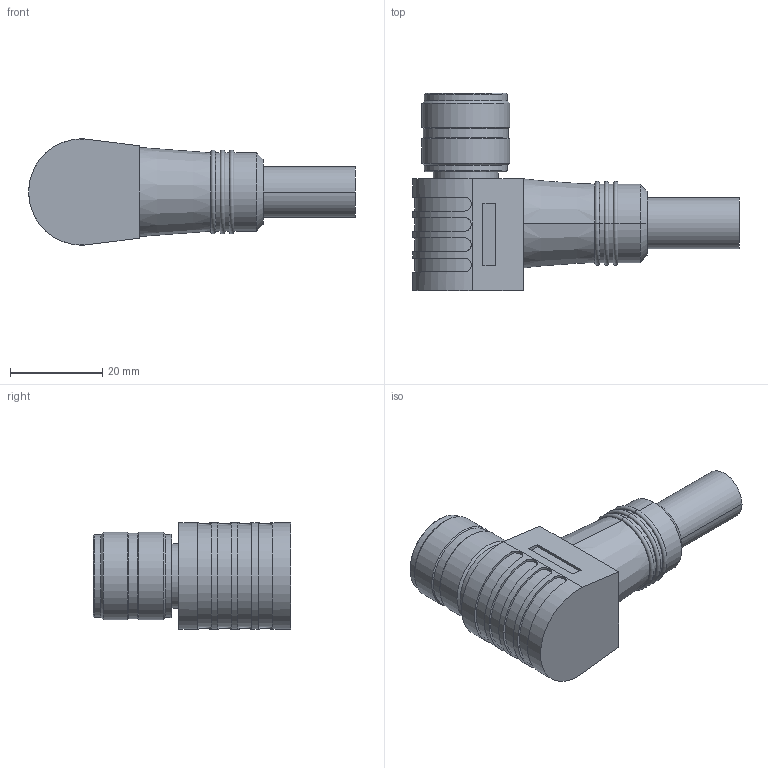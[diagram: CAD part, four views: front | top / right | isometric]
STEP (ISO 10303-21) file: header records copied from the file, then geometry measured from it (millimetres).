
FILE_DESCRIPTION (( 'STEP AP203' ), '1' );
FILE_NAME ('DNLK14-¡ÁP00.STEP', '2022-05-30T07:10:55', ( 'AutoBVT' ), ( 'Microsoft' ), 'SwSTEP 2.0', 'SolidWorks 2017', '' );
FILE_SCHEMA (( 'CONFIG_CONTROL_DESIGN' ));
Length unit declared in the file: millimetre
Products named in the file (1): DNLK14-℅P00
Bounding box: 70.8 x 42.7 x 23 mm (x, y, z)
Volume: 23671.3 mm3; surface area: 8077.4 mm2
Topology: 1 solids, 1 shells, 155 faces, 331 edges, 226 vertices
Faces by surface type: plane 72, cylinder 62, cone 12, torus 7, bspline 2
Full cylindrical faces by diameter (mm): 1.1 x14, 1.6 x14, 2.2 x1, 11.5 x1, 14 x2, 14.4 x1, 17 x1, 18 x2, 18.5 x1, 19 x2
Entity records: 5117 total; most frequent: CARTESIAN_POINT 1972, DIRECTION 678, ORIENTED_EDGE 506, AXIS2_PLACEMENT_3D 300, EDGE_CURVE 253, EDGE_LOOP 249, FACE_OUTER_BOUND 194, VERTEX_POINT 194
